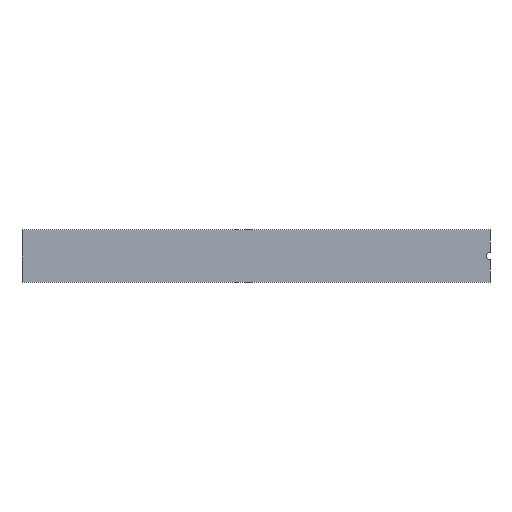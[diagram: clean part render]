
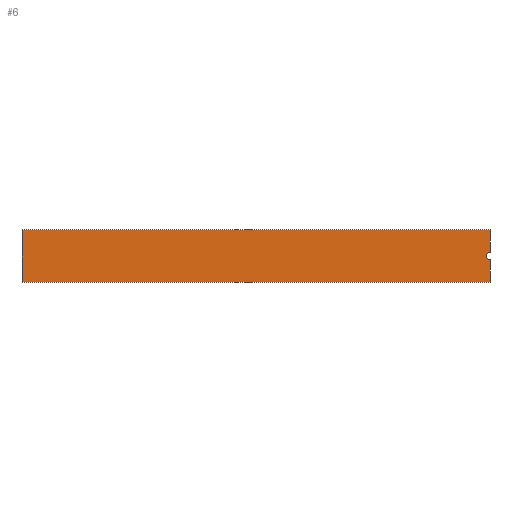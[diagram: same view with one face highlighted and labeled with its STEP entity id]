
A CAD part, top view. The second image highlights one B-rep face of the part: STEP entity #6.
In plain terms, the highlighted planar face has unit normal (0, 0, 1).
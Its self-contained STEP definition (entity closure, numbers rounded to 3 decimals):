
#2 = VECTOR ( 'NONE', #256, 1000. ) ;
#5 = VERTEX_POINT ( 'NONE', #22 ) ;
#6 = ADVANCED_FACE ( 'NONE', ( #262 ), #162, .T. ) ;
#9 = VERTEX_POINT ( 'NONE', #90 ) ;
#15 = EDGE_CURVE ( 'NONE', #29, #229, #45, .T. ) ;
#16 = CARTESIAN_POINT ( 'NONE',  ( 160.1, -2.5, 0.408 ) ) ;
#22 = CARTESIAN_POINT ( 'NONE',  ( -160.1, 18.05, 0.408 ) ) ;
#29 = VERTEX_POINT ( 'NONE', #70 ) ;
#34 = VERTEX_POINT ( 'NONE', #93 ) ;
#45 = LINE ( 'NONE', #204, #92 ) ;
#51 = DIRECTION ( 'NONE',  ( 0., 0., 1. ) ) ;
#63 = CARTESIAN_POINT ( 'NONE',  ( -160.1, -18.05, 0.408 ) ) ;
#66 = LINE ( 'NONE', #73, #207 ) ;
#70 = CARTESIAN_POINT ( 'NONE',  ( 160.1, 2.5, 0.408 ) ) ;
#73 = CARTESIAN_POINT ( 'NONE',  ( 160.1, 18.05, 0.408 ) ) ;
#79 = ORIENTED_EDGE ( 'NONE', *, *, #228, .T. ) ;
#86 = AXIS2_PLACEMENT_3D ( 'NONE', #63, #109, #253 ) ;
#90 = CARTESIAN_POINT ( 'NONE',  ( -160.1, -18.05, 0.408 ) ) ;
#92 = VECTOR ( 'NONE', #169, 1000. ) ;
#93 = CARTESIAN_POINT ( 'NONE',  ( 160.1, -18.05, 0.408 ) ) ;
#95 = CARTESIAN_POINT ( 'NONE',  ( -160.1, 18.05, 0.408 ) ) ;
#100 = ORIENTED_EDGE ( 'NONE', *, *, #15, .T. ) ;
#104 = EDGE_CURVE ( 'NONE', #229, #5, #138, .T. ) ;
#109 = DIRECTION ( 'NONE',  ( 0., 0., 1. ) ) ;
#114 = CIRCLE ( 'NONE', #147, 2.5 ) ;
#116 = VECTOR ( 'NONE', #156, 1000. ) ;
#117 = EDGE_CURVE ( 'NONE', #29, #247, #114, .T. ) ;
#128 = ORIENTED_EDGE ( 'NONE', *, *, #104, .T. ) ;
#138 = LINE ( 'NONE', #95, #2 ) ;
#142 = EDGE_CURVE ( 'NONE', #34, #247, #66, .T. ) ;
#147 = AXIS2_PLACEMENT_3D ( 'NONE', #173, #51, #191 ) ;
#156 = DIRECTION ( 'NONE',  ( 0., -1., 0. ) ) ;
#162 = PLANE ( 'NONE',  #86 ) ;
#163 = EDGE_LOOP ( 'NONE', ( #170, #100, #128, #79, #206, #203 ) ) ;
#166 = LINE ( 'NONE', #261, #116 ) ;
#169 = DIRECTION ( 'NONE',  ( 0., 1., 0. ) ) ;
#170 = ORIENTED_EDGE ( 'NONE', *, *, #117, .F. ) ;
#173 = CARTESIAN_POINT ( 'NONE',  ( 160.1, 0., 0.408 ) ) ;
#191 = DIRECTION ( 'NONE',  ( 1., 0., 0. ) ) ;
#198 = CARTESIAN_POINT ( 'NONE',  ( -160.1, -18.05, 0.408 ) ) ;
#203 = ORIENTED_EDGE ( 'NONE', *, *, #142, .T. ) ;
#204 = CARTESIAN_POINT ( 'NONE',  ( 160.1, 18.05, 0.408 ) ) ;
#206 = ORIENTED_EDGE ( 'NONE', *, *, #270, .T. ) ;
#207 = VECTOR ( 'NONE', #215, 1000. ) ;
#208 = VECTOR ( 'NONE', #264, 1000. ) ;
#215 = DIRECTION ( 'NONE',  ( 0., 1., 0. ) ) ;
#228 = EDGE_CURVE ( 'NONE', #5, #9, #166, .T. ) ;
#229 = VERTEX_POINT ( 'NONE', #268 ) ;
#247 = VERTEX_POINT ( 'NONE', #16 ) ;
#253 = DIRECTION ( 'NONE',  ( 1., 0., 0. ) ) ;
#256 = DIRECTION ( 'NONE',  ( -1., 0., 0. ) ) ;
#261 = CARTESIAN_POINT ( 'NONE',  ( -160.1, 18.05, 0.408 ) ) ;
#262 = FACE_OUTER_BOUND ( 'NONE', #163, .T. ) ;
#264 = DIRECTION ( 'NONE',  ( 1., 0., 0. ) ) ;
#268 = CARTESIAN_POINT ( 'NONE',  ( 160.1, 18.05, 0.408 ) ) ;
#269 = LINE ( 'NONE', #198, #208 ) ;
#270 = EDGE_CURVE ( 'NONE', #9, #34, #269, .T. ) ;
